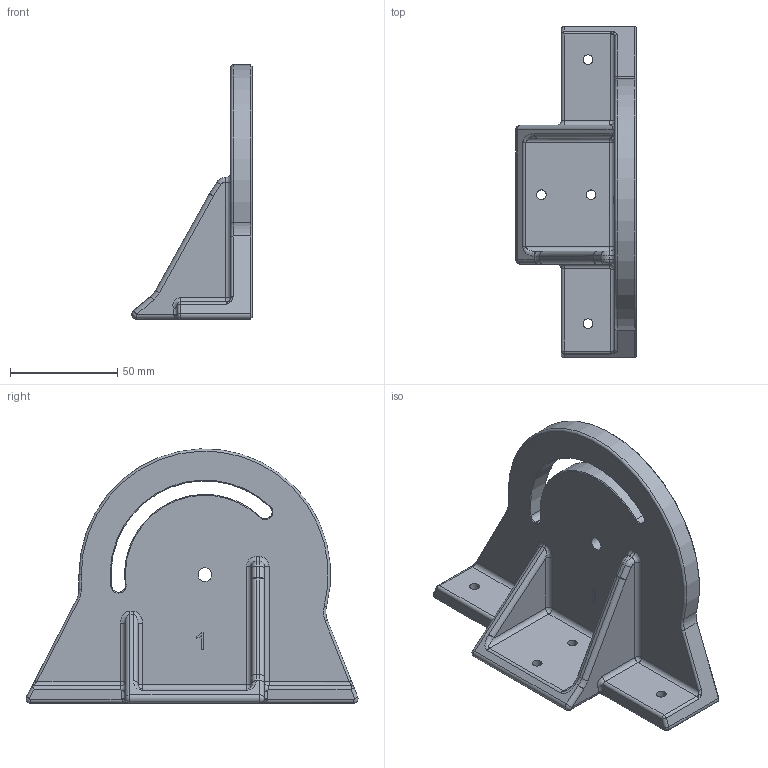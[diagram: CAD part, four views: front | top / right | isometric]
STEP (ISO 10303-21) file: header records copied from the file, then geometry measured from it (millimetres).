
FILE_DESCRIPTION(/* description */ (''),/* implementation_level */ '2;1');
FILE_NAME(/* name */ 'ball head arm v11.step',/* time_stamp */ '2024-02-25T13:15:38-05:00',/* author */ (''),/* organization */ (''),/* preprocessor_version */ 'ST-DEVELOPER v20',/* originating_system */ 'Autodesk Translation Framework v12.14.0.127',/* authorisation */ '');
FILE_SCHEMA (('AUTOMOTIVE_DESIGN { 1 0 10303 214 3 1 1 }'));
Length unit declared in the file: millimetre
Products named in the file (1): ball head arm
Bounding box: 56.16 x 155.09 x 118.75 mm (x, y, z)
Volume: 175153 mm3; surface area: 46039 mm2
Topology: 1 solids, 1 shells, 153 faces, 360 edges, 206 vertices
Faces by surface type: cylinder 60, plane 35, bspline 19, torus 17, cone 17, sphere 5
Full cylindrical faces by diameter (mm): 4.5 x4, 6.35 x1
Entity records: 4814 total; most frequent: CARTESIAN_POINT 1269, DIRECTION 773, ORIENTED_EDGE 712, EDGE_CURVE 356, AXIS2_PLACEMENT_3D 302, VERTEX_POINT 206, LINE 169, VECTOR 169
